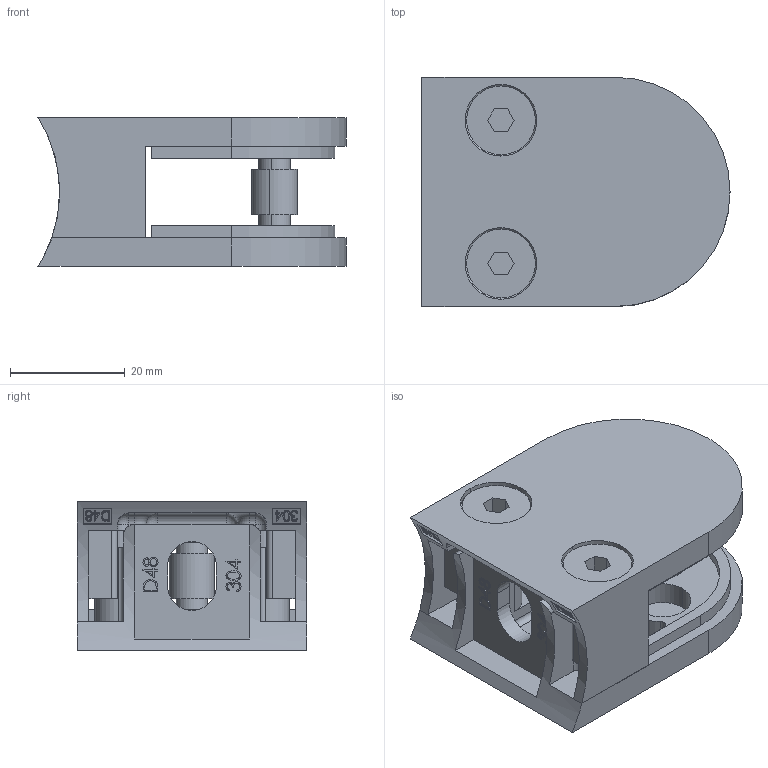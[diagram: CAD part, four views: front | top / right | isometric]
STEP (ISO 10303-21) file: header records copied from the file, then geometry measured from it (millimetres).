
FILE_DESCRIPTION (( 'STEP AP214' ), '1' );
FILE_NAME ('A_2000-048.STEP', '2022-11-03T11:01:33', ( '' ), ( '' ), 'SwSTEP 2.0', 'SolidWorks 2019', '' );
FILE_SCHEMA (( 'AUTOMOTIVE_DESIGN' ));
Length unit declared in the file: millimetre
Products named in the file (7): A_2000-048; A_2000-048.P31; A_2000-048.P1; Skrutka DIN 7991_Skrutka M 6x 16; A_2000-048.P3_skupina; A_2000-048.P2; A_2000-048.P32
Assembly tree (7 placements, depth 3):
  A_2000-048
    A_2000-048.P1
    A_2000-048.P2
    Skrutka DIN 7991_Skrutka M 6x 16  x2
    A_2000-048.P3_skupina
      A_2000-048.P31
      A_2000-048.P32
Bounding box: 53.8 x 40 x 26 mm (x, y, z)
Volume: 22111.7 mm3; surface area: 17314 mm2
Topology: 6 solids, 6 shells, 598 faces, 1510 edges, 974 vertices
Faces by surface type: plane 304, bspline 142, cylinder 116, cone 24, sphere 10, torus 2
Entity records: 26070 total; most frequent: CARTESIAN_POINT 12548, ORIENTED_EDGE 2920, DIRECTION 2320, EDGE_CURVE 1460, VERTEX_POINT 952, LINE 924, VECTOR 924, AXIS2_PLACEMENT_3D 698
